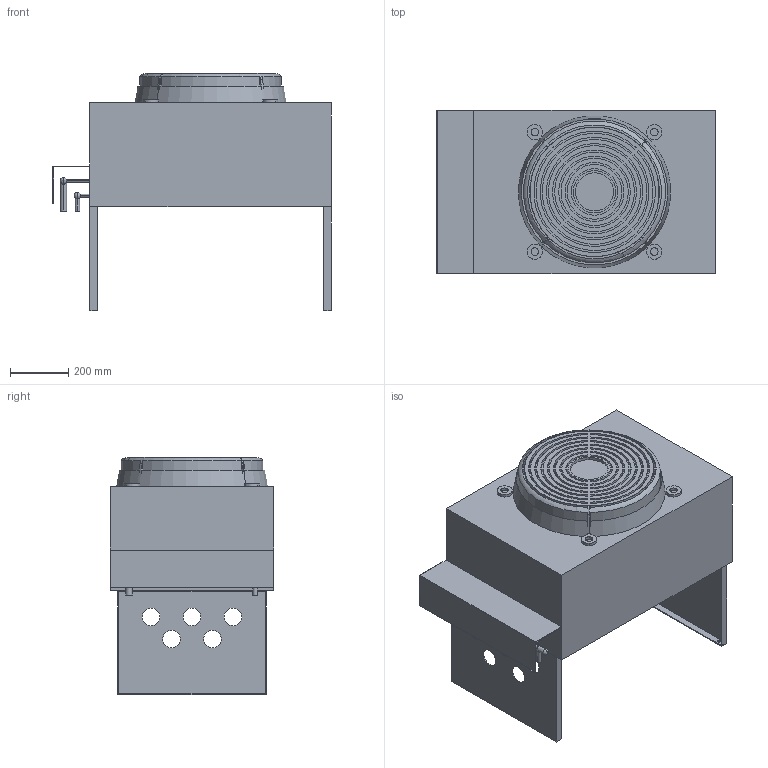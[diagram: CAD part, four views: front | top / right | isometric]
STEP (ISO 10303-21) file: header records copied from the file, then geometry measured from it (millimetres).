
FILE_DESCRIPTION(('starvars output'),'1');
FILE_NAME('cv20250326025221000054157.stp','02:52:22 2025/03/26',('Thomas Industrial Network Germany GmbH'),(' '),'Spatial InterOp 3D',' ',' ');
FILE_SCHEMA(('AUTOMOTIVE_DESIGN { 1 0 10303 214 3 1 1 }'));
Length unit declared in the file: millimetre
Products named in the file (1): 1
Bounding box: 952.5 x 558.8 x 812.8 mm (x, y, z)
Volume: 168289626.3 mm3; surface area: 3780488.9 mm2
Topology: 1 solids, 1 shells, 283 faces, 825 edges, 535 vertices
Faces by surface type: cylinder 142, plane 125, sphere 8, torus 4, cone 4
Entity records: 12674 total; most frequent: CARTESIAN_POINT 2617, ORIENTED_EDGE 1618, DIRECTION 1614, EDGE_CURVE 809, AXIS2_PLACEMENT_3D 588, VERTEX_POINT 535, LINE 438, VECTOR 438
